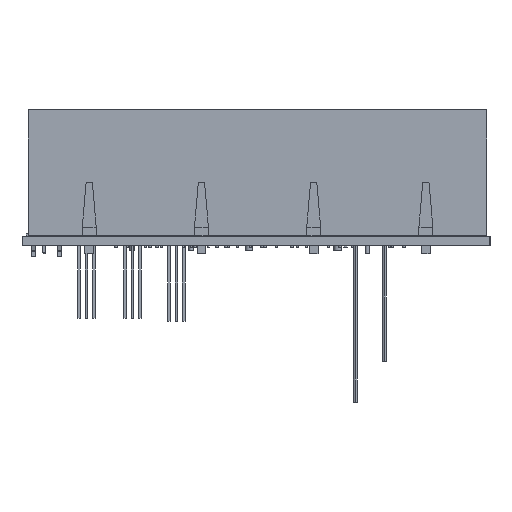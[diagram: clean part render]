
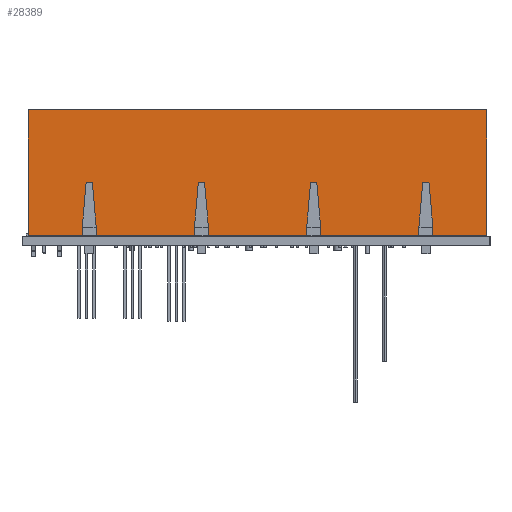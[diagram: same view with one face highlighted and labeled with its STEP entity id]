
A CAD part, left-side view. The second image highlights one B-rep face of the part: STEP entity #28389.
In plain terms, the highlighted face is planar.
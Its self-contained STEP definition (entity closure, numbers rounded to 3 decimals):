
#24149 = VERTEX_POINT('',#24150);
#24150 = CARTESIAN_POINT('',(38.99,3.2,-39.42));
#24156 = EDGE_CURVE('',#24157,#24149,#24159,.T.);
#24157 = VERTEX_POINT('',#24158);
#24158 = CARTESIAN_POINT('',(38.99,3.2,-30.15));
#24159 = LINE('',#24160,#24161);
#24160 = CARTESIAN_POINT('',(38.99,3.2,39.42));
#24161 = VECTOR('',#24162,1.);
#24162 = DIRECTION('',(0.,0.,-1.));
#24181 = VERTEX_POINT('',#24182);
#24182 = CARTESIAN_POINT('',(38.99,3.2,-27.75));
#24188 = EDGE_CURVE('',#24189,#24181,#24191,.T.);
#24189 = VERTEX_POINT('',#24190);
#24190 = CARTESIAN_POINT('',(38.99,3.2,-10.85));
#24191 = LINE('',#24192,#24193);
#24192 = CARTESIAN_POINT('',(38.99,3.2,39.42));
#24193 = VECTOR('',#24194,1.);
#24194 = DIRECTION('',(0.,0.,-1.));
#24213 = VERTEX_POINT('',#24214);
#24214 = CARTESIAN_POINT('',(38.99,3.2,-8.45));
#24220 = EDGE_CURVE('',#24221,#24213,#24223,.T.);
#24221 = VERTEX_POINT('',#24222);
#24222 = CARTESIAN_POINT('',(38.99,3.2,8.45));
#24223 = LINE('',#24224,#24225);
#24224 = CARTESIAN_POINT('',(38.99,3.2,39.42));
#24225 = VECTOR('',#24226,1.);
#24226 = DIRECTION('',(0.,0.,-1.));
#24245 = VERTEX_POINT('',#24246);
#24246 = CARTESIAN_POINT('',(38.99,3.2,10.85));
#24252 = EDGE_CURVE('',#24253,#24245,#24255,.T.);
#24253 = VERTEX_POINT('',#24254);
#24254 = CARTESIAN_POINT('',(38.99,3.2,27.75));
#24255 = LINE('',#24256,#24257);
#24256 = CARTESIAN_POINT('',(38.99,3.2,39.42));
#24257 = VECTOR('',#24258,1.);
#24258 = DIRECTION('',(0.,0.,-1.));
#24277 = VERTEX_POINT('',#24278);
#24278 = CARTESIAN_POINT('',(38.99,3.2,30.15));
#24284 = EDGE_CURVE('',#24285,#24277,#24287,.T.);
#24285 = VERTEX_POINT('',#24286);
#24286 = CARTESIAN_POINT('',(38.99,3.2,39.42));
#24287 = LINE('',#24288,#24289);
#24288 = CARTESIAN_POINT('',(38.99,3.2,39.42));
#24289 = VECTOR('',#24290,1.);
#24290 = DIRECTION('',(0.,0.,-1.));
#25248 = VERTEX_POINT('',#25249);
#25249 = CARTESIAN_POINT('',(38.99,24.74,-39.42));
#25255 = EDGE_CURVE('',#24149,#25248,#25256,.T.);
#25256 = LINE('',#25257,#25258);
#25257 = CARTESIAN_POINT('',(38.99,3.2,-39.42));
#25258 = VECTOR('',#25259,1.);
#25259 = DIRECTION('',(0.,1.,0.));
#28164 = VERTEX_POINT('',#28165);
#28165 = CARTESIAN_POINT('',(38.99,24.74,39.42));
#28171 = EDGE_CURVE('',#25248,#28164,#28172,.T.);
#28172 = LINE('',#28173,#28174);
#28173 = CARTESIAN_POINT('',(38.99,24.74,39.42));
#28174 = VECTOR('',#28175,1.);
#28175 = DIRECTION('',(-0.,0.,1.));
#28232 = EDGE_CURVE('',#28164,#24285,#28233,.T.);
#28233 = LINE('',#28234,#28235);
#28234 = CARTESIAN_POINT('',(38.99,3.2,39.42));
#28235 = VECTOR('',#28236,1.);
#28236 = DIRECTION('',(-0.,-1.,0.));
#28389 = ADVANCED_FACE('',(#28390),#28552,.F.);
#28390 = FACE_BOUND('',#28391,.T.);
#28391 = EDGE_LOOP('',(#28392,#28393,#28401,#28409,#28417,#28425,#28431,
    #28432,#28440,#28448,#28456,#28464,#28470,#28471,#28479,#28487,
    #28495,#28503,#28509,#28510,#28518,#28526,#28534,#28542,#28548,
    #28549,#28550,#28551));
#28392 = ORIENTED_EDGE('',*,*,#24284,.T.);
#28393 = ORIENTED_EDGE('',*,*,#28394,.F.);
#28394 = EDGE_CURVE('',#28395,#24277,#28397,.T.);
#28395 = VERTEX_POINT('',#28396);
#28396 = CARTESIAN_POINT('',(38.99,4.6,30.15));
#28397 = LINE('',#28398,#28399);
#28398 = CARTESIAN_POINT('',(38.99,3.2,30.15));
#28399 = VECTOR('',#28400,1.);
#28400 = DIRECTION('',(-0.,-1.,0.));
#28401 = ORIENTED_EDGE('',*,*,#28402,.F.);
#28402 = EDGE_CURVE('',#28403,#28395,#28405,.T.);
#28403 = VERTEX_POINT('',#28404);
#28404 = CARTESIAN_POINT('',(38.99,12.2,29.485));
#28405 = LINE('',#28406,#28407);
#28406 = CARTESIAN_POINT('',(38.99,4.6,30.15));
#28407 = VECTOR('',#28408,1.);
#28408 = DIRECTION('',(-0.,-0.996,0.087));
#28409 = ORIENTED_EDGE('',*,*,#28410,.F.);
#28410 = EDGE_CURVE('',#28411,#28403,#28413,.T.);
#28411 = VERTEX_POINT('',#28412);
#28412 = CARTESIAN_POINT('',(38.99,12.2,28.415));
#28413 = LINE('',#28414,#28415);
#28414 = CARTESIAN_POINT('',(38.99,12.2,29.485));
#28415 = VECTOR('',#28416,1.);
#28416 = DIRECTION('',(-0.,-0.,1.));
#28417 = ORIENTED_EDGE('',*,*,#28418,.F.);
#28418 = EDGE_CURVE('',#28419,#28411,#28421,.T.);
#28419 = VERTEX_POINT('',#28420);
#28420 = CARTESIAN_POINT('',(38.99,4.6,27.75));
#28421 = LINE('',#28422,#28423);
#28422 = CARTESIAN_POINT('',(38.99,12.2,28.415));
#28423 = VECTOR('',#28424,1.);
#28424 = DIRECTION('',(-0.,0.996,0.087));
#28425 = ORIENTED_EDGE('',*,*,#28426,.F.);
#28426 = EDGE_CURVE('',#24253,#28419,#28427,.T.);
#28427 = LINE('',#28428,#28429);
#28428 = CARTESIAN_POINT('',(38.99,4.6,27.75));
#28429 = VECTOR('',#28430,1.);
#28430 = DIRECTION('',(-0.,1.,0.));
#28431 = ORIENTED_EDGE('',*,*,#24252,.T.);
#28432 = ORIENTED_EDGE('',*,*,#28433,.F.);
#28433 = EDGE_CURVE('',#28434,#24245,#28436,.T.);
#28434 = VERTEX_POINT('',#28435);
#28435 = CARTESIAN_POINT('',(38.99,4.6,10.85));
#28436 = LINE('',#28437,#28438);
#28437 = CARTESIAN_POINT('',(38.99,3.2,10.85));
#28438 = VECTOR('',#28439,1.);
#28439 = DIRECTION('',(-0.,-1.,0.));
#28440 = ORIENTED_EDGE('',*,*,#28441,.F.);
#28441 = EDGE_CURVE('',#28442,#28434,#28444,.T.);
#28442 = VERTEX_POINT('',#28443);
#28443 = CARTESIAN_POINT('',(38.99,12.2,10.185));
#28444 = LINE('',#28445,#28446);
#28445 = CARTESIAN_POINT('',(38.99,4.6,10.85));
#28446 = VECTOR('',#28447,1.);
#28447 = DIRECTION('',(-0.,-0.996,0.087));
#28448 = ORIENTED_EDGE('',*,*,#28449,.F.);
#28449 = EDGE_CURVE('',#28450,#28442,#28452,.T.);
#28450 = VERTEX_POINT('',#28451);
#28451 = CARTESIAN_POINT('',(38.99,12.2,9.115));
#28452 = LINE('',#28453,#28454);
#28453 = CARTESIAN_POINT('',(38.99,12.2,10.185));
#28454 = VECTOR('',#28455,1.);
#28455 = DIRECTION('',(-0.,-0.,1.));
#28456 = ORIENTED_EDGE('',*,*,#28457,.F.);
#28457 = EDGE_CURVE('',#28458,#28450,#28460,.T.);
#28458 = VERTEX_POINT('',#28459);
#28459 = CARTESIAN_POINT('',(38.99,4.6,8.45));
#28460 = LINE('',#28461,#28462);
#28461 = CARTESIAN_POINT('',(38.99,12.2,9.115));
#28462 = VECTOR('',#28463,1.);
#28463 = DIRECTION('',(-0.,0.996,0.087));
#28464 = ORIENTED_EDGE('',*,*,#28465,.F.);
#28465 = EDGE_CURVE('',#24221,#28458,#28466,.T.);
#28466 = LINE('',#28467,#28468);
#28467 = CARTESIAN_POINT('',(38.99,4.6,8.45));
#28468 = VECTOR('',#28469,1.);
#28469 = DIRECTION('',(-0.,1.,0.));
#28470 = ORIENTED_EDGE('',*,*,#24220,.T.);
#28471 = ORIENTED_EDGE('',*,*,#28472,.F.);
#28472 = EDGE_CURVE('',#28473,#24213,#28475,.T.);
#28473 = VERTEX_POINT('',#28474);
#28474 = CARTESIAN_POINT('',(38.99,4.6,-8.45));
#28475 = LINE('',#28476,#28477);
#28476 = CARTESIAN_POINT('',(38.99,4.6,-8.45));
#28477 = VECTOR('',#28478,1.);
#28478 = DIRECTION('',(0.,-1.,0.));
#28479 = ORIENTED_EDGE('',*,*,#28480,.F.);
#28480 = EDGE_CURVE('',#28481,#28473,#28483,.T.);
#28481 = VERTEX_POINT('',#28482);
#28482 = CARTESIAN_POINT('',(38.99,12.2,-9.115));
#28483 = LINE('',#28484,#28485);
#28484 = CARTESIAN_POINT('',(38.99,12.2,-9.115));
#28485 = VECTOR('',#28486,1.);
#28486 = DIRECTION('',(0.,-0.996,0.087));
#28487 = ORIENTED_EDGE('',*,*,#28488,.F.);
#28488 = EDGE_CURVE('',#28489,#28481,#28491,.T.);
#28489 = VERTEX_POINT('',#28490);
#28490 = CARTESIAN_POINT('',(38.99,12.2,-10.185));
#28491 = LINE('',#28492,#28493);
#28492 = CARTESIAN_POINT('',(38.99,12.2,-10.185));
#28493 = VECTOR('',#28494,1.);
#28494 = DIRECTION('',(0.,0.,1.));
#28495 = ORIENTED_EDGE('',*,*,#28496,.F.);
#28496 = EDGE_CURVE('',#28497,#28489,#28499,.T.);
#28497 = VERTEX_POINT('',#28498);
#28498 = CARTESIAN_POINT('',(38.99,4.6,-10.85));
#28499 = LINE('',#28500,#28501);
#28500 = CARTESIAN_POINT('',(38.99,4.6,-10.85));
#28501 = VECTOR('',#28502,1.);
#28502 = DIRECTION('',(0.,0.996,0.087));
#28503 = ORIENTED_EDGE('',*,*,#28504,.F.);
#28504 = EDGE_CURVE('',#24189,#28497,#28505,.T.);
#28505 = LINE('',#28506,#28507);
#28506 = CARTESIAN_POINT('',(38.99,3.2,-10.85));
#28507 = VECTOR('',#28508,1.);
#28508 = DIRECTION('',(0.,1.,0.));
#28509 = ORIENTED_EDGE('',*,*,#24188,.T.);
#28510 = ORIENTED_EDGE('',*,*,#28511,.F.);
#28511 = EDGE_CURVE('',#28512,#24181,#28514,.T.);
#28512 = VERTEX_POINT('',#28513);
#28513 = CARTESIAN_POINT('',(38.99,4.6,-27.75));
#28514 = LINE('',#28515,#28516);
#28515 = CARTESIAN_POINT('',(38.99,4.6,-27.75));
#28516 = VECTOR('',#28517,1.);
#28517 = DIRECTION('',(0.,-1.,0.));
#28518 = ORIENTED_EDGE('',*,*,#28519,.F.);
#28519 = EDGE_CURVE('',#28520,#28512,#28522,.T.);
#28520 = VERTEX_POINT('',#28521);
#28521 = CARTESIAN_POINT('',(38.99,12.2,-28.415));
#28522 = LINE('',#28523,#28524);
#28523 = CARTESIAN_POINT('',(38.99,12.2,-28.415));
#28524 = VECTOR('',#28525,1.);
#28525 = DIRECTION('',(0.,-0.996,0.087));
#28526 = ORIENTED_EDGE('',*,*,#28527,.F.);
#28527 = EDGE_CURVE('',#28528,#28520,#28530,.T.);
#28528 = VERTEX_POINT('',#28529);
#28529 = CARTESIAN_POINT('',(38.99,12.2,-29.485));
#28530 = LINE('',#28531,#28532);
#28531 = CARTESIAN_POINT('',(38.99,12.2,-29.485));
#28532 = VECTOR('',#28533,1.);
#28533 = DIRECTION('',(0.,0.,1.));
#28534 = ORIENTED_EDGE('',*,*,#28535,.F.);
#28535 = EDGE_CURVE('',#28536,#28528,#28538,.T.);
#28536 = VERTEX_POINT('',#28537);
#28537 = CARTESIAN_POINT('',(38.99,4.6,-30.15));
#28538 = LINE('',#28539,#28540);
#28539 = CARTESIAN_POINT('',(38.99,4.6,-30.15));
#28540 = VECTOR('',#28541,1.);
#28541 = DIRECTION('',(0.,0.996,0.087));
#28542 = ORIENTED_EDGE('',*,*,#28543,.F.);
#28543 = EDGE_CURVE('',#24157,#28536,#28544,.T.);
#28544 = LINE('',#28545,#28546);
#28545 = CARTESIAN_POINT('',(38.99,3.2,-30.15));
#28546 = VECTOR('',#28547,1.);
#28547 = DIRECTION('',(0.,1.,0.));
#28548 = ORIENTED_EDGE('',*,*,#24156,.T.);
#28549 = ORIENTED_EDGE('',*,*,#25255,.T.);
#28550 = ORIENTED_EDGE('',*,*,#28171,.T.);
#28551 = ORIENTED_EDGE('',*,*,#28232,.T.);
#28552 = PLANE('',#28553);
#28553 = AXIS2_PLACEMENT_3D('',#28554,#28555,#28556);
#28554 = CARTESIAN_POINT('',(38.99,0.,0.));
#28555 = DIRECTION('',(-1.,0.,0.));
#28556 = DIRECTION('',(0.,0.,1.));
